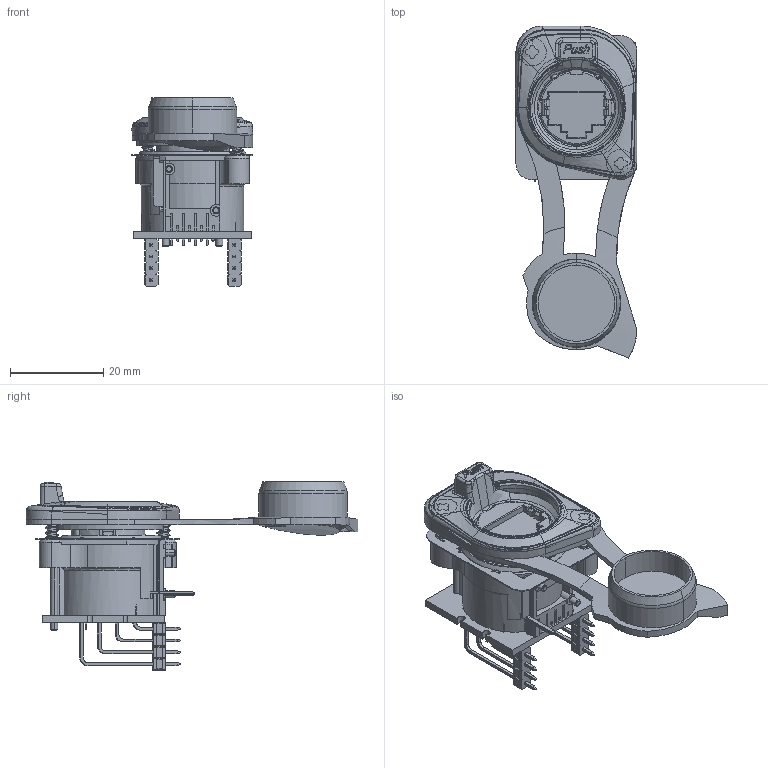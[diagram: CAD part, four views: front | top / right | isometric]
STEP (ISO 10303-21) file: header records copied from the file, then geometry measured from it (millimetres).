
FILE_DESCRIPTION((''),'2;1');
FILE_NAME('NE8FDH-C5E-TOP','2021-03-11T08:25:25',('phk'),(''),'CREO PARAMETRIC BY PTC INC, 2019080','CREO PARAMETRIC BY PTC INC, 2019080','');
FILE_SCHEMA(('CONFIG_CONTROL_DESIGN'));
Products named in the file (1): NE8FDH-C5E-TOP
Bounding box: 26.21 x 71.32 x 40.41 mm (x, y, z)
Volume: 13401.2 mm3; surface area: 11850 mm2
Topology: 1 solids, 19 shells, 1899 faces, 5005 edges, 3133 vertices
Faces by surface type: plane 937, bspline 374, cylinder 370, cone 93, extrusion 63, torus 46, sphere 16
Entity records: 81522 total; most frequent: CARTESIAN_POINT 37548, ORIENTED_EDGE 9952, DIRECTION 7801, EDGE_CURVE 4994, VERTEX_POINT 3133, VECTOR 2851, LINE 2788, AXIS2_PLACEMENT_3D 2475
